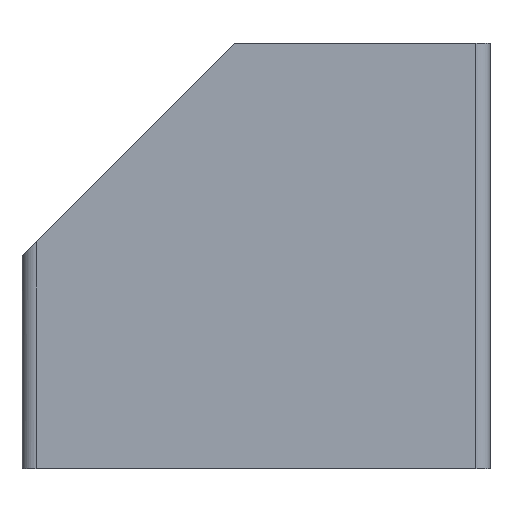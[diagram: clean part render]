
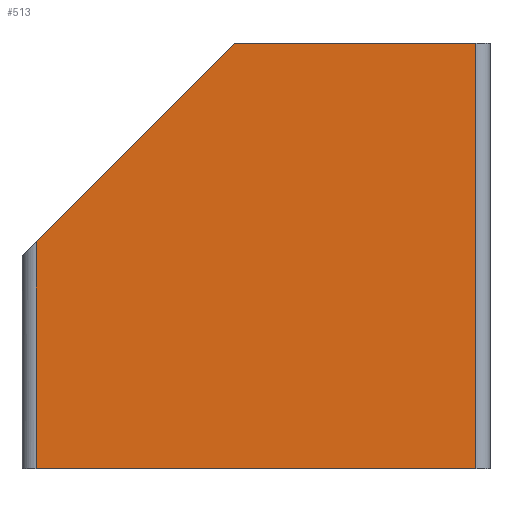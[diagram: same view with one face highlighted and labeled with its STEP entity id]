
A CAD part, front view. The second image highlights one B-rep face of the part: STEP entity #513.
In plain terms, the highlighted planar face has unit normal (0, -1, 0).
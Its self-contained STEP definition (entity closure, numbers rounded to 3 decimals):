
#16 = DIRECTION ( 'NONE',  ( 1., 0., 0. ) ) ;
#32 = EDGE_CURVE ( 'NONE', #524, #198, #237, .T. ) ;
#33 = DIRECTION ( 'NONE',  ( 0., 0., 1. ) ) ;
#37 = VERTEX_POINT ( 'NONE', #435 ) ;
#57 = ORIENTED_EDGE ( 'NONE', *, *, #508, .T. ) ;
#83 = VECTOR ( 'NONE', #172, 1000. ) ;
#115 = LINE ( 'NONE', #903, #773 ) ;
#148 = CARTESIAN_POINT ( 'NONE',  ( 16.5, -15., 0. ) ) ;
#155 = EDGE_CURVE ( 'NONE', #861, #663, #115, .T. ) ;
#172 = DIRECTION ( 'NONE',  ( 0., 0., -1. ) ) ;
#182 = CARTESIAN_POINT ( 'NONE',  ( -15.5, -15., 0. ) ) ;
#185 = EDGE_CURVE ( 'NONE', #861, #37, #393, .T. ) ;
#195 = CARTESIAN_POINT ( 'NONE',  ( -15.5, -15., 16. ) ) ;
#198 = VERTEX_POINT ( 'NONE', #610 ) ;
#213 = ORIENTED_EDGE ( 'NONE', *, *, #32, .T. ) ;
#230 = LINE ( 'NONE', #517, #638 ) ;
#237 = LINE ( 'NONE', #148, #787 ) ;
#393 = LINE ( 'NONE', #618, #702 ) ;
#435 = CARTESIAN_POINT ( 'NONE',  ( 15.5, -15., 30. ) ) ;
#463 = CARTESIAN_POINT ( 'NONE',  ( 16.5, -15., 30. ) ) ;
#508 = EDGE_CURVE ( 'NONE', #198, #37, #230, .T. ) ;
#513 = ADVANCED_FACE ( 'NONE', ( #607 ), #526, .F. ) ;
#517 = CARTESIAN_POINT ( 'NONE',  ( 15.5, -15., 30. ) ) ;
#521 = DIRECTION ( 'NONE',  ( 0., 1., 0. ) ) ;
#524 = VERTEX_POINT ( 'NONE', #182 ) ;
#526 = PLANE ( 'NONE',  #866 ) ;
#527 = EDGE_CURVE ( 'NONE', #663, #524, #817, .T. ) ;
#537 = ORIENTED_EDGE ( 'NONE', *, *, #155, .T. ) ;
#590 = CARTESIAN_POINT ( 'NONE',  ( -1.5, -15., 30. ) ) ;
#607 = FACE_OUTER_BOUND ( 'NONE', #844, .T. ) ;
#610 = CARTESIAN_POINT ( 'NONE',  ( 15.5, -15., 0. ) ) ;
#618 = CARTESIAN_POINT ( 'NONE',  ( 16.5, -15., 30. ) ) ;
#635 = ORIENTED_EDGE ( 'NONE', *, *, #527, .T. ) ;
#638 = VECTOR ( 'NONE', #33, 1000. ) ;
#663 = VERTEX_POINT ( 'NONE', #195 ) ;
#683 = DIRECTION ( 'NONE',  ( 1., 0., 0. ) ) ;
#689 = DIRECTION ( 'NONE',  ( -0.707, 0., -0.707 ) ) ;
#702 = VECTOR ( 'NONE', #683, 1000. ) ;
#773 = VECTOR ( 'NONE', #689, 1000. ) ;
#787 = VECTOR ( 'NONE', #16, 1000. ) ;
#811 = CARTESIAN_POINT ( 'NONE',  ( -15.5, -15., 30. ) ) ;
#817 = LINE ( 'NONE', #811, #83 ) ;
#833 = ORIENTED_EDGE ( 'NONE', *, *, #185, .F. ) ;
#844 = EDGE_LOOP ( 'NONE', ( #213, #57, #833, #537, #635 ) ) ;
#861 = VERTEX_POINT ( 'NONE', #590 ) ;
#866 = AXIS2_PLACEMENT_3D ( 'NONE', #463, #521, #902 ) ;
#902 = DIRECTION ( 'NONE',  ( 0., 0., 1. ) ) ;
#903 = CARTESIAN_POINT ( 'NONE',  ( -1.5, -15., 30. ) ) ;
